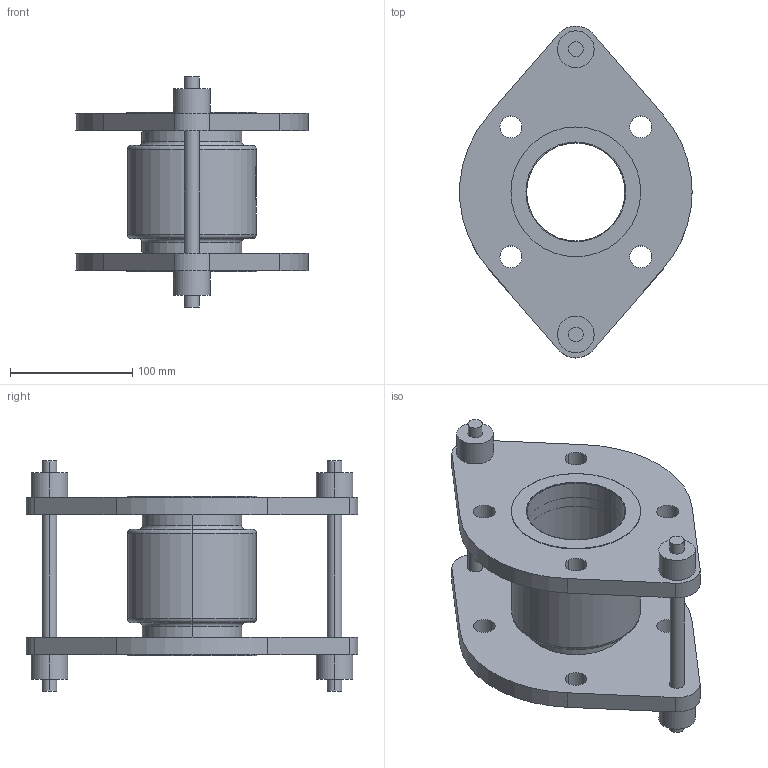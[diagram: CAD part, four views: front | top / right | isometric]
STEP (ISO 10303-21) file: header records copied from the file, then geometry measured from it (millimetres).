
FILE_DESCRIPTION (( 'STEP AP214' ), '1' );
FILE_NAME ('EPSILON-C_DN080_PN06_300_6000013631.STEP', '2021-10-18T08:59:05', ( 'axxx' ), ( 'Hewlett-Packard Company' ), 'SwSTEP 2.0', 'SolidWorks 2019', '' );
FILE_SCHEMA (( 'AUTOMOTIVE_DESIGN' ));
Length unit declared in the file: millimetre
Products named in the file (1): EPSILON-C_DN080_PN06_300_6000013631
Bounding box: 189.7 x 271 x 188 mm (x, y, z)
Volume: 1161579 mm3; surface area: 223011.1 mm2
Topology: 1 solids, 1 shells, 600 faces, 1597 edges, 1062 vertices
Faces by surface type: bspline 264, plane 229, cylinder 99, torus 8
Entity records: 32942 total; most frequent: CARTESIAN_POINT 19703, ORIENTED_EDGE 3194, DIRECTION 1891, EDGE_CURVE 1597, VERTEX_POINT 1062, VECTOR 775, LINE 775, EDGE_LOOP 685
